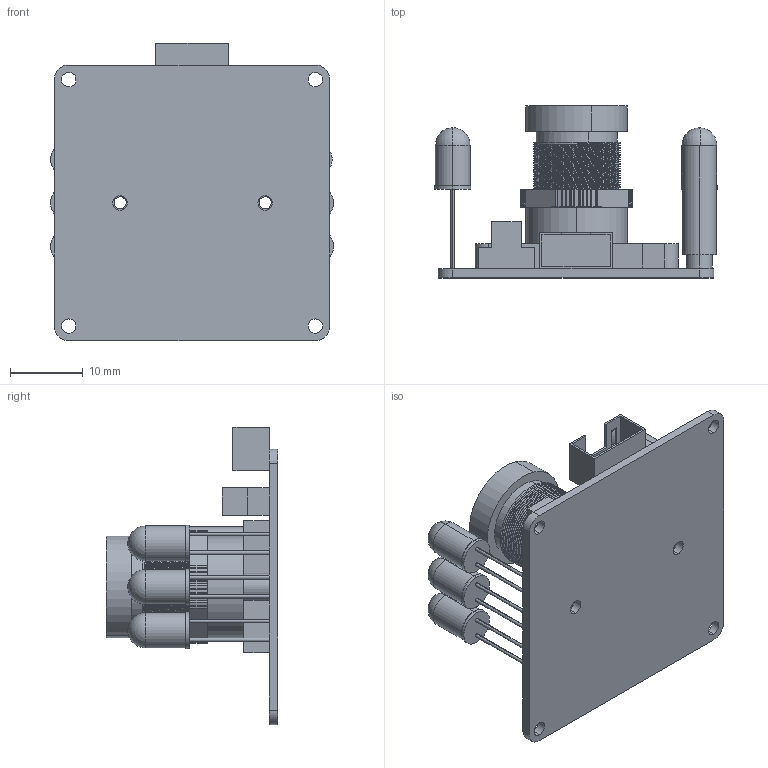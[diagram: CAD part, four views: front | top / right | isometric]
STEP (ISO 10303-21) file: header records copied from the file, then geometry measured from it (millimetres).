
FILE_DESCRIPTION (( 'STEP AP214' ), '1' );
FILE_NAME ('b0205.STEP', '2020-10-10T07:00:04', ( '' ), ( '' ), 'SwSTEP 2.0', 'SolidWorks 2020', '' );
FILE_SCHEMA (( 'AUTOMOTIVE_DESIGN' ));
Length unit declared in the file: millimetre
Products named in the file (6): 789; b0205; 錨璃5; 腑; 錨璃4; m12坶踡遠
Assembly tree (9 placements, depth 2):
  b0205
    錨璃4
    錨璃5
    789
    m12坶踡遠
    腑  x5
Bounding box: 38.99 x 23.7 x 41 mm (x, y, z)
Volume: 5694.8 mm3; surface area: 8148 mm2
Topology: 12 solids, 12 shells, 629 faces, 1543 edges, 955 vertices
Faces by surface type: cylinder 260, plane 193, cone 160, sphere 10, bspline 6
Entity records: 21836 total; most frequent: CARTESIAN_POINT 8299, ORIENTED_EDGE 2838, DIRECTION 2773, EDGE_CURVE 1419, AXIS2_PLACEMENT_3D 1053, VERTEX_POINT 877, VECTOR 667, LINE 667
